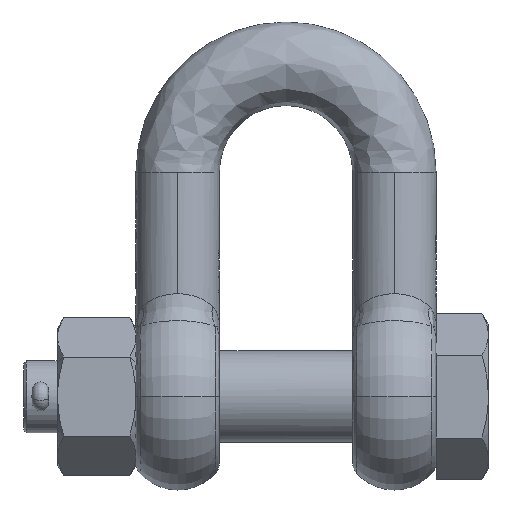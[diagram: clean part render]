
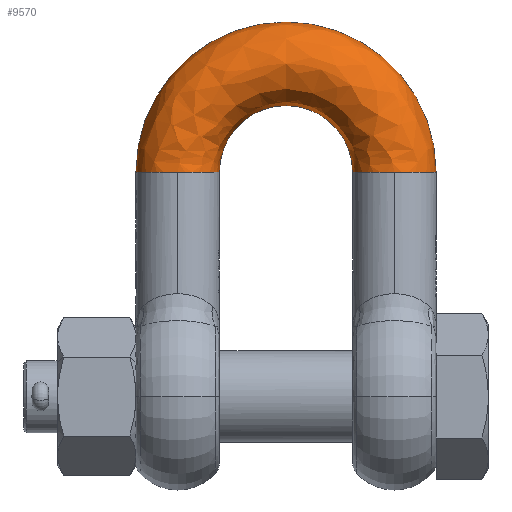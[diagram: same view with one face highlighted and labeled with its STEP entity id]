
A CAD part, top view. The second image highlights one B-rep face of the part: STEP entity #9570.
In plain terms, the highlighted free-form (B-spline) face has degree [3, 3] with [4, 4] control points.
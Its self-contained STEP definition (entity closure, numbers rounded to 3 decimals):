
#5602 = DIRECTION ( 'NONE',  ( -1., 0., 0. ) ) ;
#5604 = DIRECTION ( 'NONE',  ( 0., 0., -1. ) ) ;
#5605 = CARTESIAN_POINT ( 'NONE',  ( 0., 86., 0. ) ) ;
#5606 = AXIS2_PLACEMENT_3D ( 'NONE', #5605, #5604, #5602 ) ;
#5607 = CIRCLE ( 'NONE', #5606, 57.5 ) ;
#5783 = DIRECTION ( 'NONE',  ( -1., 0., 0. ) ) ;
#5784 = DIRECTION ( 'NONE',  ( 0., 0., 1. ) ) ;
#5785 = CARTESIAN_POINT ( 'NONE',  ( 0., 86., 0. ) ) ;
#5786 = AXIS2_PLACEMENT_3D ( 'NONE', #5785, #5784, #5783 ) ;
#5787 = CIRCLE ( 'NONE', #5786, 25.5 ) ;
#5788 = CARTESIAN_POINT ( 'NONE',  ( 25.5, 86., 0. ) ) ;
#5905 = DIRECTION ( 'NONE',  ( 1., 0., 0. ) ) ;
#5906 = DIRECTION ( 'NONE',  ( 0., 1., 0. ) ) ;
#5907 = CARTESIAN_POINT ( 'NONE',  ( 41.5, 86., 0. ) ) ;
#5908 = AXIS2_PLACEMENT_3D ( 'NONE', #5907, #5906, #5905 ) ;
#5909 = CIRCLE ( 'NONE', #5908, 16. ) ;
#7127 = CIRCLE ( 'NONE', #7291, 16. ) ;
#7174 = CARTESIAN_POINT ( 'NONE',  ( 57.5, 86., 0. ) ) ;
#7175 = CARTESIAN_POINT ( 'NONE',  ( 41.5, 86., 16. ) ) ;
#7176 = DIRECTION ( 'NONE',  ( 1., 0., 0. ) ) ;
#7177 = DIRECTION ( 'NONE',  ( 0., 1., 0. ) ) ;
#7290 = CARTESIAN_POINT ( 'NONE',  ( 41.5, 86., 0. ) ) ;
#7291 = AXIS2_PLACEMENT_3D ( 'NONE', #7290, #7177, #7176 ) ;
#8220 = CARTESIAN_POINT ( 'NONE',  ( -41.5, 86., 16. ) ) ;
#8221 = DIRECTION ( 'NONE',  ( 0., 0., -1. ) ) ;
#8222 = DIRECTION ( 'NONE',  ( 0., -1., 0. ) ) ;
#8223 = CARTESIAN_POINT ( 'NONE',  ( -41.5, 86., 0. ) ) ;
#8224 = AXIS2_PLACEMENT_3D ( 'NONE', #8223, #8222, #8221 ) ;
#8225 = CIRCLE ( 'NONE', #8224, 16. ) ;
#8401 = CARTESIAN_POINT ( 'NONE',  ( -25.5, 86., 0. ) ) ;
#9461 = ORIENTED_EDGE ( 'NONE', *, *, #34994, .F. ) ;
#9462 = ORIENTED_EDGE ( 'NONE', *, *, #9463, .T. ) ;
#9463 = EDGE_CURVE ( 'NONE', #34990, #10800, #5909, .T. ) ;
#9464 = ORIENTED_EDGE ( 'NONE', *, *, #10799, .T. ) ;
#9465 = ORIENTED_EDGE ( 'NONE', *, *, #35022, .F. ) ;
#9466 = ORIENTED_EDGE ( 'NONE', *, *, #34371, .F. ) ;
#9509 = EDGE_LOOP ( 'NONE', ( #9571, #9461, #9462, #9464, #9465, #9466 ) ) ;
#9570 = ADVANCED_FACE ( 'NONE', ( #15387 ), #15386, .F. ) ;
#9571 = ORIENTED_EDGE ( 'NONE', *, *, #11084, .F. ) ;
#10799 = EDGE_CURVE ( 'NONE', #10800, #10801, #7127, .T. ) ;
#10800 = VERTEX_POINT ( 'NONE', #7175 ) ;
#10801 = VERTEX_POINT ( 'NONE', #7174 ) ;
#11084 = EDGE_CURVE ( 'NONE', #11133, #11085, #8225, .T. ) ;
#11085 = VERTEX_POINT ( 'NONE', #8220 ) ;
#11133 = VERTEX_POINT ( 'NONE', #8401 ) ;
#15268 = CARTESIAN_POINT ( 'NONE',  ( 57.5, 86., 0. ) ) ;
#15269 = CARTESIAN_POINT ( 'NONE',  ( 57.5, 201., 0. ) ) ;
#15270 = CARTESIAN_POINT ( 'NONE',  ( -57.5, 201., 0. ) ) ;
#15271 = CARTESIAN_POINT ( 'NONE',  ( -57.5, 86., 0. ) ) ;
#15272 = CARTESIAN_POINT ( 'NONE',  ( 57.5, 86., 32. ) ) ;
#15273 = CARTESIAN_POINT ( 'NONE',  ( 57.5, 201., 32. ) ) ;
#15274 = CARTESIAN_POINT ( 'NONE',  ( -57.5, 201., 32. ) ) ;
#15275 = CARTESIAN_POINT ( 'NONE',  ( -57.5, 86., 32. ) ) ;
#15276 = CARTESIAN_POINT ( 'NONE',  ( 25.5, 86., 32. ) ) ;
#15277 = CARTESIAN_POINT ( 'NONE',  ( 25.5, 137., 32. ) ) ;
#15278 = CARTESIAN_POINT ( 'NONE',  ( -25.5, 137., 32. ) ) ;
#15279 = CARTESIAN_POINT ( 'NONE',  ( -25.5, 86., 32. ) ) ;
#15280 = CARTESIAN_POINT ( 'NONE',  ( 25.5, 86., 0. ) ) ;
#15281 = CARTESIAN_POINT ( 'NONE',  ( 25.5, 137., 0. ) ) ;
#15282 = CARTESIAN_POINT ( 'NONE',  ( -25.5, 137., 0. ) ) ;
#15283 = CARTESIAN_POINT ( 'NONE',  ( -25.5, 86., 0. ) ) ;
#15386 =( BOUNDED_SURFACE ( )  B_SPLINE_SURFACE ( 3, 3, ( 
 ( #15283, #15282, #15281, #15280 ),
 ( #15279, #15278, #15277, #15276 ),
 ( #15275, #15274, #15273, #15272 ),
 ( #15271, #15270, #15269, #15268 ) ),
 .UNSPECIFIED., .F., .F., .F. ) 
 B_SPLINE_SURFACE_WITH_KNOTS ( ( 4, 4 ),
 ( 4, 4 ),
 ( 0., 1. ),
 ( 0., 1. ),
 .UNSPECIFIED. ) 
 GEOMETRIC_REPRESENTATION_ITEM ( )  RATIONAL_B_SPLINE_SURFACE ( (
 ( 1., 0.333, 0.333, 1.),
 ( 0.333, 0.111, 0.111, 0.333),
 ( 0.333, 0.111, 0.111, 0.333),
 ( 1., 0.333, 0.333, 1.) ) ) 
 REPRESENTATION_ITEM ( '' )  SURFACE ( )  );
#15387 = FACE_OUTER_BOUND ( 'NONE', #9509, .T. ) ;
#32270 = AXIS2_PLACEMENT_3D ( 'NONE', #32349, #32348, #32347 ) ;
#32271 = CIRCLE ( 'NONE', #32270, 16. ) ;
#32325 = CARTESIAN_POINT ( 'NONE',  ( -57.5, 86., 0. ) ) ;
#32347 = DIRECTION ( 'NONE',  ( 0., 0., -1. ) ) ;
#32348 = DIRECTION ( 'NONE',  ( 0., -1., 0. ) ) ;
#32349 = CARTESIAN_POINT ( 'NONE',  ( -41.5, 86., 0. ) ) ;
#34371 = EDGE_CURVE ( 'NONE', #11085, #34395, #32271, .T. ) ;
#34395 = VERTEX_POINT ( 'NONE', #32325 ) ;
#34990 = VERTEX_POINT ( 'NONE', #5788 ) ;
#34994 = EDGE_CURVE ( 'NONE', #34990, #11133, #5787, .T. ) ;
#35022 = EDGE_CURVE ( 'NONE', #34395, #10801, #5607, .T. ) ;
